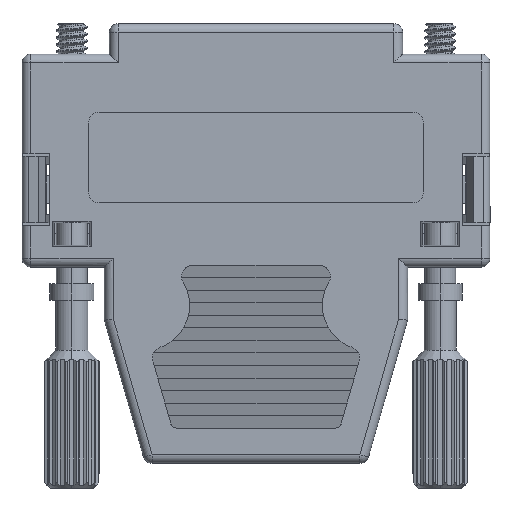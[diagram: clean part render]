
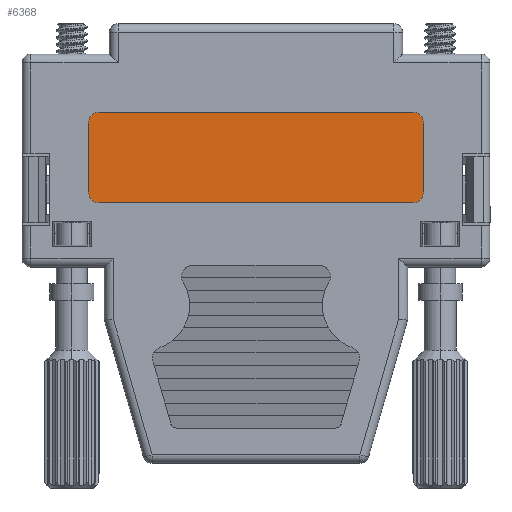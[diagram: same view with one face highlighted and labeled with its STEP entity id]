
A CAD part, front view. The second image highlights one B-rep face of the part: STEP entity #6368.
In plain terms, the highlighted planar face has unit normal (0, -1, 0).
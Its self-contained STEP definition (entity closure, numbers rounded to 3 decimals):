
#117 = DIRECTION ( 'NONE',  ( 0., 0., 1. ) ) ;
#661 = DIRECTION ( 'NONE',  ( 0., 1., 0. ) ) ;
#1906 = CIRCLE ( 'NONE', #15448, 1. ) ;
#2741 = ORIENTED_EDGE ( 'NONE', *, *, #28214, .T. ) ;
#3267 = CARTESIAN_POINT ( 'NONE',  ( 14.15, 0.3, -16.2 ) ) ;
#3785 = CARTESIAN_POINT ( 'NONE',  ( -15.15, 0.3, -9. ) ) ;
#3951 = EDGE_CURVE ( 'NONE', #7383, #17600, #26838, .T. ) ;
#4077 = DIRECTION ( 'NONE',  ( 0., -1., 0. ) ) ;
#4538 = CARTESIAN_POINT ( 'NONE',  ( 14.15, 0.3, -8. ) ) ;
#5063 = CARTESIAN_POINT ( 'NONE',  ( -14.15, 0.3, -9. ) ) ;
#5120 = CARTESIAN_POINT ( 'NONE',  ( -14.15, 0.3, -8. ) ) ;
#5353 = LINE ( 'NONE', #16143, #5441 ) ;
#5441 = VECTOR ( 'NONE', #21423, 1000. ) ;
#5536 = DIRECTION ( 'NONE',  ( 1., 0., 0. ) ) ;
#6368 = ADVANCED_FACE ( 'NONE', ( #22159 ), #24831, .F. ) ;
#7383 = VERTEX_POINT ( 'NONE', #22385 ) ;
#8016 = CARTESIAN_POINT ( 'NONE',  ( -14.15, 0.3, -16.2 ) ) ;
#8714 = CARTESIAN_POINT ( 'NONE',  ( -14.15, 0.3, -15.2 ) ) ;
#8977 = VECTOR ( 'NONE', #14149, 1000. ) ;
#10106 = CIRCLE ( 'NONE', #13487, 1. ) ;
#10678 = LINE ( 'NONE', #8016, #32464 ) ;
#11503 = LINE ( 'NONE', #11678, #8977 ) ;
#11678 = CARTESIAN_POINT ( 'NONE',  ( -14.15, 0.3, -8. ) ) ;
#12672 = CARTESIAN_POINT ( 'NONE',  ( 15.15, 0.3, -15.2 ) ) ;
#12910 = VERTEX_POINT ( 'NONE', #3785 ) ;
#13487 = AXIS2_PLACEMENT_3D ( 'NONE', #22950, #4077, #28576 ) ;
#14149 = DIRECTION ( 'NONE',  ( -1., 0., 0. ) ) ;
#14881 = VECTOR ( 'NONE', #32192, 1000. ) ;
#15448 = AXIS2_PLACEMENT_3D ( 'NONE', #5063, #32206, #117 ) ;
#15944 = CIRCLE ( 'NONE', #20426, 1. ) ;
#16143 = CARTESIAN_POINT ( 'NONE',  ( -15.15, 0.3, -15.2 ) ) ;
#16373 = CARTESIAN_POINT ( 'NONE',  ( 14.15, 0.3, -9. ) ) ;
#16393 = ORIENTED_EDGE ( 'NONE', *, *, #30947, .T. ) ;
#16698 = AXIS2_PLACEMENT_3D ( 'NONE', #8714, #19472, #30203 ) ;
#17600 = VERTEX_POINT ( 'NONE', #24418 ) ;
#19101 = ORIENTED_EDGE ( 'NONE', *, *, #33187, .T. ) ;
#19472 = DIRECTION ( 'NONE',  ( 0., -1., 0. ) ) ;
#20278 = EDGE_CURVE ( 'NONE', #12910, #7383, #5353, .T. ) ;
#20407 = EDGE_CURVE ( 'NONE', #17600, #24003, #10678, .T. ) ;
#20426 = AXIS2_PLACEMENT_3D ( 'NONE', #21460, #26933, #21617 ) ;
#21128 = VERTEX_POINT ( 'NONE', #5120 ) ;
#21423 = DIRECTION ( 'NONE',  ( 0., 0., -1. ) ) ;
#21460 = CARTESIAN_POINT ( 'NONE',  ( 14.15, 0.3, -9. ) ) ;
#21617 = DIRECTION ( 'NONE',  ( 0., 0., 1. ) ) ;
#21639 = DIRECTION ( 'NONE',  ( 0., 0., 1. ) ) ;
#22159 = FACE_OUTER_BOUND ( 'NONE', #29136, .T. ) ;
#22198 = AXIS2_PLACEMENT_3D ( 'NONE', #16373, #661, #21639 ) ;
#22385 = CARTESIAN_POINT ( 'NONE',  ( -15.15, 0.3, -15.2 ) ) ;
#22924 = VERTEX_POINT ( 'NONE', #4538 ) ;
#22950 = CARTESIAN_POINT ( 'NONE',  ( 14.15, 0.3, -15.2 ) ) ;
#23020 = ORIENTED_EDGE ( 'NONE', *, *, #20407, .T. ) ;
#23632 = VERTEX_POINT ( 'NONE', #27149 ) ;
#23926 = CARTESIAN_POINT ( 'NONE',  ( 15.15, 0.3, -15.2 ) ) ;
#24003 = VERTEX_POINT ( 'NONE', #3267 ) ;
#24418 = CARTESIAN_POINT ( 'NONE',  ( -14.15, 0.3, -16.2 ) ) ;
#24831 = PLANE ( 'NONE',  #22198 ) ;
#26089 = EDGE_CURVE ( 'NONE', #23632, #22924, #15944, .T. ) ;
#26838 = CIRCLE ( 'NONE', #16698, 1. ) ;
#26933 = DIRECTION ( 'NONE',  ( 0., -1., 0. ) ) ;
#27149 = CARTESIAN_POINT ( 'NONE',  ( 15.15, 0.3, -9. ) ) ;
#27235 = ORIENTED_EDGE ( 'NONE', *, *, #20278, .T. ) ;
#28214 = EDGE_CURVE ( 'NONE', #30749, #23632, #32525, .T. ) ;
#28576 = DIRECTION ( 'NONE',  ( 0., 0., -1. ) ) ;
#29136 = EDGE_LOOP ( 'NONE', ( #30994, #29269, #16393, #27235, #31224, #23020, #19101, #2741 ) ) ;
#29269 = ORIENTED_EDGE ( 'NONE', *, *, #33314, .T. ) ;
#30203 = DIRECTION ( 'NONE',  ( 0., 0., 1. ) ) ;
#30749 = VERTEX_POINT ( 'NONE', #12672 ) ;
#30947 = EDGE_CURVE ( 'NONE', #21128, #12910, #1906, .T. ) ;
#30994 = ORIENTED_EDGE ( 'NONE', *, *, #26089, .T. ) ;
#31224 = ORIENTED_EDGE ( 'NONE', *, *, #3951, .T. ) ;
#32192 = DIRECTION ( 'NONE',  ( 0., 0., 1. ) ) ;
#32206 = DIRECTION ( 'NONE',  ( 0., -1., 0. ) ) ;
#32464 = VECTOR ( 'NONE', #5536, 1000. ) ;
#32525 = LINE ( 'NONE', #23926, #14881 ) ;
#33187 = EDGE_CURVE ( 'NONE', #24003, #30749, #10106, .T. ) ;
#33314 = EDGE_CURVE ( 'NONE', #22924, #21128, #11503, .T. ) ;
